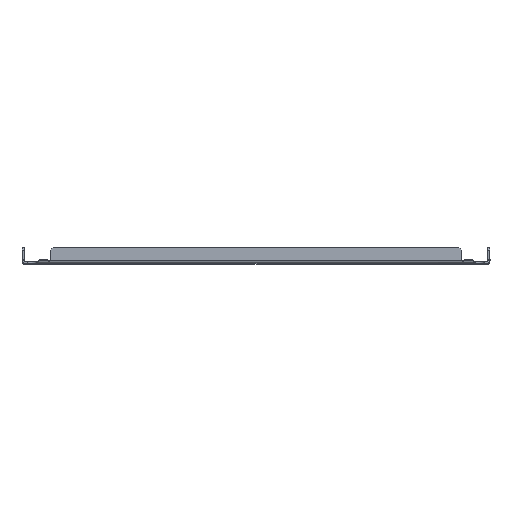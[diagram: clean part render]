
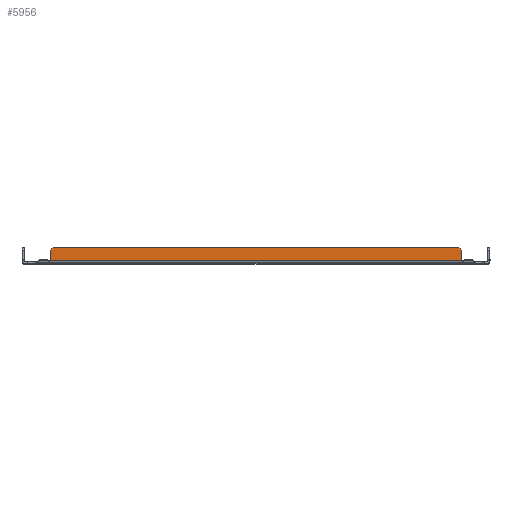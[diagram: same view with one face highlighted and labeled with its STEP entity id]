
A CAD part, top view. The second image highlights one B-rep face of the part: STEP entity #5956.
In plain terms, the highlighted planar face has unit normal (0, 0, 1).
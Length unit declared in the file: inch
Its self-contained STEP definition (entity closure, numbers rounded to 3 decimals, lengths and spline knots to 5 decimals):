
#3 = VERTEX_POINT ( 'NONE', #5077 ) ;
#105 = DIRECTION ( 'NONE',  ( 0., 1., 0. ) ) ;
#227 = CARTESIAN_POINT ( 'NONE',  ( 10.37525, 0.143, 14.085 ) ) ;
#306 = DIRECTION ( 'NONE',  ( 0., 1., 0. ) ) ;
#370 = CARTESIAN_POINT ( 'NONE',  ( -9.74, 0.171, 14.085 ) ) ;
#407 = ORIENTED_EDGE ( 'NONE', *, *, #6195, .T. ) ;
#458 = EDGE_LOOP ( 'NONE', ( #3944, #1029, #6918, #588, #4229, #733, #5514, #407 ) ) ;
#588 = ORIENTED_EDGE ( 'NONE', *, *, #2534, .T. ) ;
#614 = LINE ( 'NONE', #227, #5004 ) ;
#733 = ORIENTED_EDGE ( 'NONE', *, *, #5842, .T. ) ;
#778 = DIRECTION ( 'NONE',  ( -1., 0., 0. ) ) ;
#946 = AXIS2_PLACEMENT_3D ( 'NONE', #3518, #5226, #105 ) ;
#960 = LINE ( 'NONE', #2329, #4082 ) ;
#983 = LINE ( 'NONE', #7353, #1622 ) ;
#1029 = ORIENTED_EDGE ( 'NONE', *, *, #4220, .T. ) ;
#1052 = DIRECTION ( 'NONE',  ( 0., 1., 0. ) ) ;
#1101 = CARTESIAN_POINT ( 'NONE',  ( 9.74, 0.75, 14.085 ) ) ;
#1509 = VERTEX_POINT ( 'NONE', #370 ) ;
#1568 = DIRECTION ( 'NONE',  ( 0., 0., -1. ) ) ;
#1622 = VECTOR ( 'NONE', #1789, 39.37008 ) ;
#1633 = VERTEX_POINT ( 'NONE', #4495 ) ;
#1789 = DIRECTION ( 'NONE',  ( 0., -1., 0. ) ) ;
#1948 = CIRCLE ( 'NONE', #6733, 0.063 ) ;
#2074 = VECTOR ( 'NONE', #3875, 39.37008 ) ;
#2158 = CARTESIAN_POINT ( 'NONE',  ( -9.615, 0.75, 14.085 ) ) ;
#2217 = EDGE_CURVE ( 'NONE', #6019, #5705, #614, .T. ) ;
#2329 = CARTESIAN_POINT ( 'NONE',  ( 9.74, 0.625, 14.085 ) ) ;
#2526 = DIRECTION ( 'NONE',  ( -1., 0., 0. ) ) ;
#2534 = EDGE_CURVE ( 'NONE', #6830, #4429, #960, .T. ) ;
#2836 = CIRCLE ( 'NONE', #4007, 0.063 ) ;
#3164 = CARTESIAN_POINT ( 'NONE',  ( -9.803, 0.171, 14.085 ) ) ;
#3403 = DIRECTION ( 'NONE',  ( -0.707, 0.707, 0. ) ) ;
#3518 = CARTESIAN_POINT ( 'NONE',  ( -11.664, 0.75, 14.085 ) ) ;
#3598 = LINE ( 'NONE', #1101, #2074 ) ;
#3865 = CARTESIAN_POINT ( 'NONE',  ( -9.74656, 0.143, 14.085 ) ) ;
#3875 = DIRECTION ( 'NONE',  ( 0., 1., 0. ) ) ;
#3944 = ORIENTED_EDGE ( 'NONE', *, *, #2217, .F. ) ;
#3972 = VERTEX_POINT ( 'NONE', #7074 ) ;
#4007 = AXIS2_PLACEMENT_3D ( 'NONE', #3164, #7154, #306 ) ;
#4024 = CARTESIAN_POINT ( 'NONE',  ( 9.74656, 0.143, 14.085 ) ) ;
#4082 = VECTOR ( 'NONE', #3403, 39.37008 ) ;
#4220 = EDGE_CURVE ( 'NONE', #6019, #1633, #1948, .T. ) ;
#4229 = ORIENTED_EDGE ( 'NONE', *, *, #6607, .T. ) ;
#4429 = VERTEX_POINT ( 'NONE', #5969 ) ;
#4495 = CARTESIAN_POINT ( 'NONE',  ( 9.74, 0.171, 14.085 ) ) ;
#4823 = CARTESIAN_POINT ( 'NONE',  ( -11.664, 0.75, 14.085 ) ) ;
#5004 = VECTOR ( 'NONE', #778, 39.37008 ) ;
#5077 = CARTESIAN_POINT ( 'NONE',  ( -9.74, 0.625, 14.085 ) ) ;
#5226 = DIRECTION ( 'NONE',  ( 0., 0., -1. ) ) ;
#5258 = FACE_OUTER_BOUND ( 'NONE', #458, .T. ) ;
#5459 = LINE ( 'NONE', #2158, #7055 ) ;
#5466 = EDGE_CURVE ( 'NONE', #3, #1509, #983, .T. ) ;
#5514 = ORIENTED_EDGE ( 'NONE', *, *, #5466, .T. ) ;
#5705 = VERTEX_POINT ( 'NONE', #3865 ) ;
#5842 = EDGE_CURVE ( 'NONE', #3972, #3, #5459, .T. ) ;
#5956 = ADVANCED_FACE ( 'NONE', ( #5258 ), #6395, .F. ) ;
#5969 = CARTESIAN_POINT ( 'NONE',  ( 9.615, 0.75, 14.085 ) ) ;
#6019 = VERTEX_POINT ( 'NONE', #4024 ) ;
#6151 = DIRECTION ( 'NONE',  ( -0.707, -0.707, 0. ) ) ;
#6195 = EDGE_CURVE ( 'NONE', #1509, #5705, #2836, .T. ) ;
#6225 = CARTESIAN_POINT ( 'NONE',  ( 9.803, 0.171, 14.085 ) ) ;
#6395 = PLANE ( 'NONE',  #946 ) ;
#6440 = LINE ( 'NONE', #4823, #6535 ) ;
#6535 = VECTOR ( 'NONE', #2526, 39.37008 ) ;
#6607 = EDGE_CURVE ( 'NONE', #4429, #3972, #6440, .T. ) ;
#6733 = AXIS2_PLACEMENT_3D ( 'NONE', #6225, #1568, #1052 ) ;
#6808 = EDGE_CURVE ( 'NONE', #1633, #6830, #3598, .T. ) ;
#6830 = VERTEX_POINT ( 'NONE', #7301 ) ;
#6918 = ORIENTED_EDGE ( 'NONE', *, *, #6808, .T. ) ;
#7055 = VECTOR ( 'NONE', #6151, 39.37008 ) ;
#7074 = CARTESIAN_POINT ( 'NONE',  ( -9.615, 0.75, 14.085 ) ) ;
#7154 = DIRECTION ( 'NONE',  ( 0., 0., -1. ) ) ;
#7301 = CARTESIAN_POINT ( 'NONE',  ( 9.74, 0.625, 14.085 ) ) ;
#7353 = CARTESIAN_POINT ( 'NONE',  ( -9.74, 0.171, 14.085 ) ) ;
